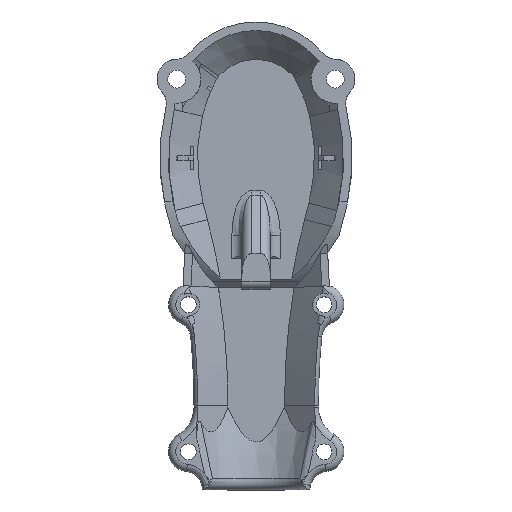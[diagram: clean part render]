
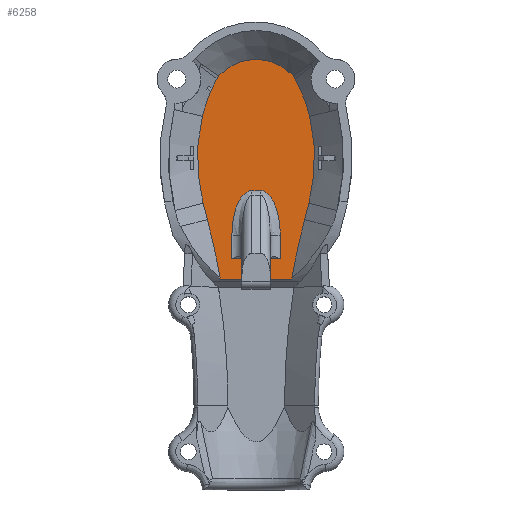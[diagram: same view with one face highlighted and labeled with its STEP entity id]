
A CAD part, top view. The second image highlights one B-rep face of the part: STEP entity #6258.
In plain terms, the highlighted planar face has unit normal (0, 0, 1).
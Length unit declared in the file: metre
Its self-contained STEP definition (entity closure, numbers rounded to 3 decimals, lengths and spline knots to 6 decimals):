
#417=CIRCLE('',#6722,0.027584);
#418=CIRCLE('',#6723,0.027584);
#419=CIRCLE('',#6724,0.03147);
#420=CIRCLE('',#6725,0.130621);
#421=CIRCLE('',#6726,0.130621);
#422=CIRCLE('',#6727,0.03147);
#423=CIRCLE('',#6728,0.027576);
#424=CIRCLE('',#6729,0.002436);
#425=CIRCLE('',#6730,0.008879);
#426=CIRCLE('',#6731,0.002436);
#720=LINE('',#13067,#1019);
#721=LINE('',#13070,#1020);
#722=LINE('',#13078,#1021);
#723=LINE('',#13086,#1022);
#724=LINE('',#13090,#1023);
#725=LINE('',#13096,#1024);
#726=LINE('',#13100,#1025);
#727=LINE('',#13104,#1026);
#1019=VECTOR('',#7621,1.);
#1020=VECTOR('',#7622,1.);
#1021=VECTOR('',#7623,1.);
#1022=VECTOR('',#7624,1.);
#1023=VECTOR('',#7627,1.);
#1024=VECTOR('',#7632,1.);
#1025=VECTOR('',#7635,1.);
#1026=VECTOR('',#7638,1.);
#1735=ORIENTED_EDGE('',*,*,#3562,.T.);
#1736=ORIENTED_EDGE('',*,*,#3563,.F.);
#1737=ORIENTED_EDGE('',*,*,#3564,.F.);
#1738=ORIENTED_EDGE('',*,*,#3565,.F.);
#1739=ORIENTED_EDGE('',*,*,#3566,.F.);
#1740=ORIENTED_EDGE('',*,*,#3567,.T.);
#1741=ORIENTED_EDGE('',*,*,#3568,.F.);
#1742=ORIENTED_EDGE('',*,*,#3569,.F.);
#1743=ORIENTED_EDGE('',*,*,#3570,.F.);
#1744=ORIENTED_EDGE('',*,*,#3571,.F.);
#1745=ORIENTED_EDGE('',*,*,#3572,.F.);
#1746=ORIENTED_EDGE('',*,*,#3573,.F.);
#1747=ORIENTED_EDGE('',*,*,#3574,.T.);
#1748=ORIENTED_EDGE('',*,*,#3575,.F.);
#1749=ORIENTED_EDGE('',*,*,#3576,.F.);
#1750=ORIENTED_EDGE('',*,*,#3577,.F.);
#1751=ORIENTED_EDGE('',*,*,#3578,.F.);
#1752=ORIENTED_EDGE('',*,*,#3579,.F.);
#1753=ORIENTED_EDGE('',*,*,#3580,.F.);
#1754=ORIENTED_EDGE('',*,*,#3581,.F.);
#3562=EDGE_CURVE('',#4468,#4469,#720,.T.);
#3563=EDGE_CURVE('',#4470,#4469,#721,.T.);
#3564=EDGE_CURVE('',#4471,#4470,#5002,.F.);
#3565=EDGE_CURVE('',#4472,#4471,#722,.T.);
#3566=EDGE_CURVE('',#4473,#4472,#5003,.F.);
#3567=EDGE_CURVE('',#4473,#4468,#723,.T.);
#3568=EDGE_CURVE('',#4474,#4475,#417,.T.);
#3569=EDGE_CURVE('',#4476,#4474,#724,.T.);
#3570=EDGE_CURVE('',#4477,#4476,#418,.T.);
#3571=EDGE_CURVE('',#4478,#4477,#419,.T.);
#3572=EDGE_CURVE('',#4479,#4478,#725,.T.);
#3573=EDGE_CURVE('',#4480,#4479,#420,.T.);
#3574=EDGE_CURVE('',#4480,#4481,#726,.T.);
#3575=EDGE_CURVE('',#4482,#4481,#421,.T.);
#3576=EDGE_CURVE('',#4483,#4482,#727,.T.);
#3577=EDGE_CURVE('',#4484,#4483,#422,.T.);
#3578=EDGE_CURVE('',#4485,#4484,#423,.T.);
#3579=EDGE_CURVE('',#4486,#4485,#424,.T.);
#3580=EDGE_CURVE('',#4487,#4486,#425,.T.);
#3581=EDGE_CURVE('',#4475,#4487,#426,.T.);
#4468=VERTEX_POINT('',#13068);
#4469=VERTEX_POINT('',#13069);
#4470=VERTEX_POINT('',#13071);
#4471=VERTEX_POINT('',#13077);
#4472=VERTEX_POINT('',#13079);
#4473=VERTEX_POINT('',#13085);
#4474=VERTEX_POINT('',#13088);
#4475=VERTEX_POINT('',#13089);
#4476=VERTEX_POINT('',#13091);
#4477=VERTEX_POINT('',#13093);
#4478=VERTEX_POINT('',#13095);
#4479=VERTEX_POINT('',#13097);
#4480=VERTEX_POINT('',#13099);
#4481=VERTEX_POINT('',#13101);
#4482=VERTEX_POINT('',#13103);
#4483=VERTEX_POINT('',#13105);
#4484=VERTEX_POINT('',#13107);
#4485=VERTEX_POINT('',#13109);
#4486=VERTEX_POINT('',#13111);
#4487=VERTEX_POINT('',#13113);
#5002=B_SPLINE_CURVE_WITH_KNOTS('',3,(#13072,#13073,#13074,#13075,#13076),
 .UNSPECIFIED.,.F.,.F.,(4,1,4),(0.,0.5,1.),.UNSPECIFIED.);
#5003=B_SPLINE_CURVE_WITH_KNOTS('',3,(#13080,#13081,#13082,#13083,#13084),
 .UNSPECIFIED.,.F.,.F.,(4,1,4),(0.,0.5,1.),.UNSPECIFIED.);
#5327=EDGE_LOOP('',(#1735,#1736,#1737,#1738,#1739,#1740));
#5328=EDGE_LOOP('',(#1741,#1742,#1743,#1744,#1745,#1746,#1747,#1748,#1749,
#1750,#1751,#1752,#1753,#1754));
#5745=FACE_BOUND('',#5327,.T.);
#5746=FACE_BOUND('',#5328,.T.);
#6070=PLANE('',#6721);
#6258=ADVANCED_FACE('',(#5745,#5746),#6070,.T.);
#6721=AXIS2_PLACEMENT_3D('',#13066,#7619,#7620);
#6722=AXIS2_PLACEMENT_3D('',#13087,#7625,#7626);
#6723=AXIS2_PLACEMENT_3D('',#13092,#7628,#7629);
#6724=AXIS2_PLACEMENT_3D('',#13094,#7630,#7631);
#6725=AXIS2_PLACEMENT_3D('',#13098,#7633,#7634);
#6726=AXIS2_PLACEMENT_3D('',#13102,#7636,#7637);
#6727=AXIS2_PLACEMENT_3D('',#13106,#7639,#7640);
#6728=AXIS2_PLACEMENT_3D('',#13108,#7641,#7642);
#6729=AXIS2_PLACEMENT_3D('',#13110,#7643,#7644);
#6730=AXIS2_PLACEMENT_3D('',#13112,#7645,#7646);
#6731=AXIS2_PLACEMENT_3D('',#13114,#7647,#7648);
#7619=DIRECTION('',(0.,0.,1.));
#7620=DIRECTION('',(0.,-1.,0.));
#7621=DIRECTION('',(-1.,0.,0.));
#7622=DIRECTION('',(0.,-1.,0.));
#7623=DIRECTION('',(-1.,0.,0.));
#7624=DIRECTION('',(0.,-1.,0.));
#7625=DIRECTION('',(0.,0.,-1.));
#7626=DIRECTION('',(-0.91,0.415,0.));
#7627=DIRECTION('',(0.405,0.914,0.));
#7628=DIRECTION('',(0.,0.,-1.));
#7629=DIRECTION('',(-0.972,0.235,0.));
#7630=DIRECTION('',(0.,0.,-1.));
#7631=DIRECTION('',(-0.968,-0.252,0.));
#7632=DIRECTION('',(-0.252,0.968,0.));
#7633=DIRECTION('',(0.,0.,1.));
#7634=DIRECTION('',(0.985,0.171,0.));
#7635=DIRECTION('',(1.,0.,0.));
#7636=DIRECTION('',(0.,0.,1.));
#7637=DIRECTION('',(-0.968,0.252,0.));
#7638=DIRECTION('',(-0.252,-0.968,0.));
#7639=DIRECTION('',(0.,0.,-1.));
#7640=DIRECTION('',(0.972,0.235,0.));
#7641=DIRECTION('',(0.,0.,-1.));
#7642=DIRECTION('',(0.878,0.478,0.));
#7643=DIRECTION('',(0.,0.,-1.));
#7644=DIRECTION('',(0.738,0.675,0.));
#7645=DIRECTION('',(0.,0.,-1.));
#7646=DIRECTION('',(-0.738,0.675,0.));
#7647=DIRECTION('',(0.,0.,-1.));
#7648=DIRECTION('',(-0.878,0.478,0.));
#13066=CARTESIAN_POINT('',(0.,0.,-0.0095));
#13067=CARTESIAN_POINT('',(0.,-0.017803,-0.0095));
#13068=CARTESIAN_POINT('',(0.0043,-0.017803,-0.0095));
#13069=CARTESIAN_POINT('',(-0.004278,-0.017803,-0.0095));
#13070=CARTESIAN_POINT('',(-0.004278,-0.005693,-0.0095));
#13071=CARTESIAN_POINT('',(-0.004278,-0.013613,-0.0095));
#13072=CARTESIAN_POINT('',(-0.004278,-0.013613,-0.0095));
#13073=CARTESIAN_POINT('',(-0.004278,-0.011534,-0.0095));
#13074=CARTESIAN_POINT('',(-0.003506,-0.007412,-0.0095));
#13075=CARTESIAN_POINT('',(-0.001657,-0.005693,-0.0095));
#13076=CARTESIAN_POINT('',(-0.000722,-0.005693,-0.0095));
#13077=CARTESIAN_POINT('',(-0.000722,-0.005693,-0.0095));
#13078=CARTESIAN_POINT('',(0.002522,-0.005693,-0.0095));
#13079=CARTESIAN_POINT('',(0.000744,-0.005693,-0.0095));
#13080=CARTESIAN_POINT('',(0.000744,-0.005693,-0.0095));
#13081=CARTESIAN_POINT('',(0.001677,-0.005693,-0.0095));
#13082=CARTESIAN_POINT('',(0.003528,-0.007413,-0.0095));
#13083=CARTESIAN_POINT('',(0.0043,-0.011532,-0.0095));
#13084=CARTESIAN_POINT('',(0.0043,-0.013613,-0.0095));
#13085=CARTESIAN_POINT('',(0.0043,-0.013613,-0.0095));
#13086=CARTESIAN_POINT('',(0.0043,0.,-0.0095));
#13087=CARTESIAN_POINT('',(0.017329,0.000913,-0.0095));
#13088=CARTESIAN_POINT('',(-0.007765,0.012365,-0.0095));
#13089=CARTESIAN_POINT('',(-0.006894,0.014107,-0.0095));
#13090=CARTESIAN_POINT('',(-0.007887,0.012089,-0.0095));
#13091=CARTESIAN_POINT('',(-0.008009,0.011814,-0.0095));
#13092=CARTESIAN_POINT('',(0.017329,0.000913,-0.0095));
#13093=CARTESIAN_POINT('',(-0.009482,0.007394,-0.0095));
#13094=CARTESIAN_POINT('',(0.021106,0.,-0.0095));
#13095=CARTESIAN_POINT('',(-0.009348,-0.007929,-0.0095));
#13096=CARTESIAN_POINT('',(-0.008592,-0.010832,-0.0095));
#13097=CARTESIAN_POINT('',(-0.008592,-0.010832,-0.0095));
#13098=CARTESIAN_POINT('',(-0.135,-0.043741,-0.0095));
#13099=CARTESIAN_POINT('',(-0.006313,-0.021345,-0.0095));
#13100=CARTESIAN_POINT('',(-0.006313,-0.021345,-0.0095));
#13101=CARTESIAN_POINT('',(0.006313,-0.021345,-0.0095));
#13102=CARTESIAN_POINT('',(0.135,-0.043741,-0.0095));
#13103=CARTESIAN_POINT('',(0.008592,-0.010832,-0.0095));
#13104=CARTESIAN_POINT('',(0.009348,-0.007929,-0.0095));
#13105=CARTESIAN_POINT('',(0.009348,-0.007929,-0.0095));
#13106=CARTESIAN_POINT('',(-0.021106,0.,-0.0095));
#13107=CARTESIAN_POINT('',(0.009482,0.007394,-0.0095));
#13108=CARTESIAN_POINT('',(-0.017322,0.000915,-0.0095));
#13109=CARTESIAN_POINT('',(0.006893,0.014108,-0.0095));
#13110=CARTESIAN_POINT('',(0.004754,0.012943,-0.0095));
#13111=CARTESIAN_POINT('',(0.006551,0.014588,-0.0095));
#13112=CARTESIAN_POINT('',(0.,0.008595,-0.0095));
#13113=CARTESIAN_POINT('',(-0.006552,0.014586,-0.0095));
#13114=CARTESIAN_POINT('',(-0.004755,0.012943,-0.0095));
